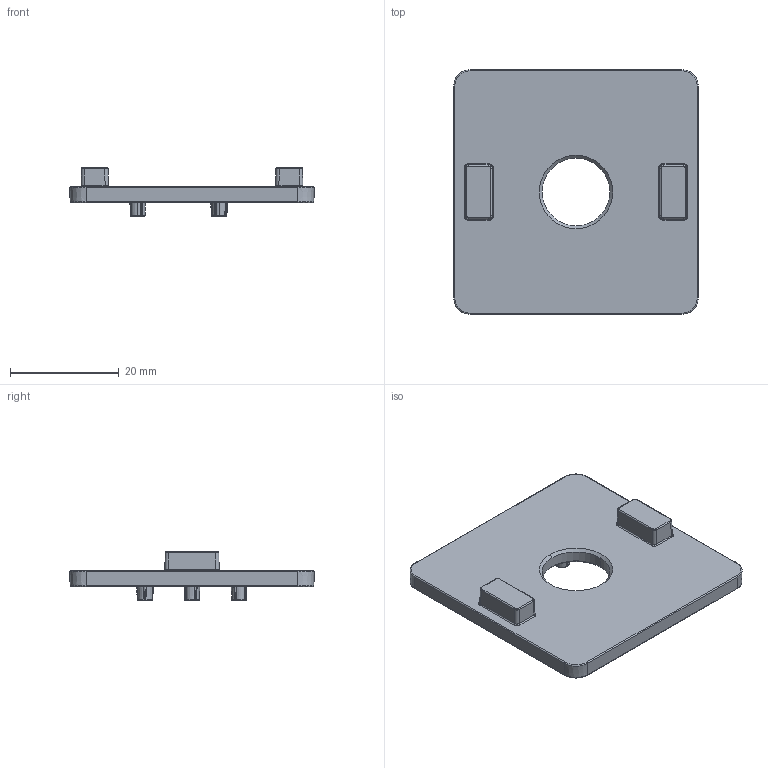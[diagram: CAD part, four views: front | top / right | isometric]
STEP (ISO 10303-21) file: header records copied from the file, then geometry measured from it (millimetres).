
FILE_DESCRIPTION (( 'STEP AP214' ), '1' );
FILE_NAME ('7421022', '2019-01-30T09:34:58', ( '' ), ('JUGARD+KÜNSTNER GmbH'), 'SwSTEP 2.0', 'SolidWorks 2017', '' );
FILE_SCHEMA (( 'AUTOMOTIVE_DESIGN' ));
Length unit declared in the file: millimetre
Products named in the file (1): 7421022
Bounding box: 44.99 x 44.99 x 9 mm (x, y, z)
Volume: 6037.5 mm3; surface area: 4644.2 mm2
Topology: 1 solids, 1 shells, 317 faces, 738 edges, 428 vertices
Faces by surface type: bspline 209, cone 42, cylinder 35, plane 31
Entity records: 11662 total; most frequent: CARTESIAN_POINT 5719, ORIENTED_EDGE 1476, DIRECTION 969, EDGE_CURVE 738, AXIS2_PLACEMENT_3D 440, VERTEX_POINT 428, CIRCLE 331, EDGE_LOOP 324
